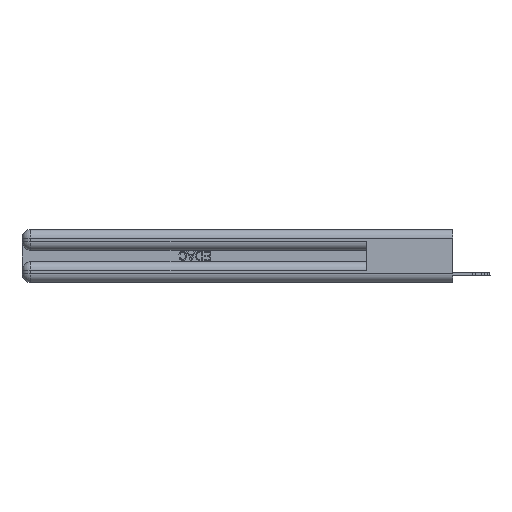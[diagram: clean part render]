
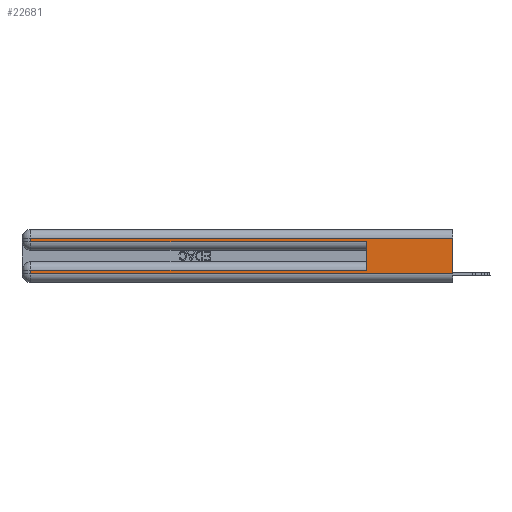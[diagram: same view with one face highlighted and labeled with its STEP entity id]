
A CAD part, left-side view. The second image highlights one B-rep face of the part: STEP entity #22681.
In plain terms, the highlighted planar face has unit normal (-1, 0, 0).
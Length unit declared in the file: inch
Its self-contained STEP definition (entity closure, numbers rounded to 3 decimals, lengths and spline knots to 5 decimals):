
#619 = ORIENTED_EDGE ( 'NONE', *, *, #34950, .T. ) ;
#736 = LINE ( 'NONE', #9069, #746 ) ;
#746 = VECTOR ( 'NONE', #4115, 39.37008 ) ;
#775 = VERTEX_POINT ( 'NONE', #34222 ) ;
#881 = VERTEX_POINT ( 'NONE', #19009 ) ;
#1317 = VECTOR ( 'NONE', #9521, 39.37008 ) ;
#1941 = ORIENTED_EDGE ( 'NONE', *, *, #14396, .T. ) ;
#2482 = DIRECTION ( 'NONE',  ( 0., -1., 0. ) ) ;
#4115 = DIRECTION ( 'NONE',  ( 0., 1., 0. ) ) ;
#5085 = CARTESIAN_POINT ( 'NONE',  ( 0., 2.94, 0.37 ) ) ;
#6261 = LINE ( 'NONE', #14057, #12950 ) ;
#6338 = DIRECTION ( 'NONE',  ( 0., 1., 0. ) ) ;
#6561 = ORIENTED_EDGE ( 'NONE', *, *, #20141, .T. ) ;
#7248 = CARTESIAN_POINT ( 'NONE',  ( 0., 0.6, 0.085 ) ) ;
#8381 = DIRECTION ( 'NONE',  ( 0., 0., -1. ) ) ;
#8731 = VECTOR ( 'NONE', #21379, 39.37008 ) ;
#9069 = CARTESIAN_POINT ( 'NONE',  ( 0., 0., 0.31 ) ) ;
#9104 = EDGE_CURVE ( 'NONE', #27086, #30789, #18711, .T. ) ;
#9521 = DIRECTION ( 'NONE',  ( 0., 0., -1. ) ) ;
#10318 = CARTESIAN_POINT ( 'NONE',  ( 0., 0., 0.06 ) ) ;
#10459 = LINE ( 'NONE', #29223, #15204 ) ;
#11069 = CARTESIAN_POINT ( 'NONE',  ( 0., 2.94, 0.06 ) ) ;
#11889 = EDGE_CURVE ( 'NONE', #26693, #27086, #736, .T. ) ;
#11900 = VERTEX_POINT ( 'NONE', #14576 ) ;
#12138 = ORIENTED_EDGE ( 'NONE', *, *, #11889, .T. ) ;
#12821 = DIRECTION ( 'NONE',  ( 1., 0., 0. ) ) ;
#12950 = VECTOR ( 'NONE', #8381, 39.37008 ) ;
#13351 = DIRECTION ( 'NONE',  ( 0., -1., 0. ) ) ;
#13881 = ORIENTED_EDGE ( 'NONE', *, *, #33344, .F. ) ;
#13978 = ORIENTED_EDGE ( 'NONE', *, *, #19364, .F. ) ;
#14057 = CARTESIAN_POINT ( 'NONE',  ( 0., 2.94, 0.37 ) ) ;
#14396 = EDGE_CURVE ( 'NONE', #11900, #24489, #6261, .T. ) ;
#14576 = CARTESIAN_POINT ( 'NONE',  ( 0., 2.94, 0.085 ) ) ;
#15002 = VECTOR ( 'NONE', #6338, 39.37008 ) ;
#15127 = VECTOR ( 'NONE', #24030, 39.37008 ) ;
#15204 = VECTOR ( 'NONE', #2482, 39.37008 ) ;
#15567 = CARTESIAN_POINT ( 'NONE',  ( 0., 0., 0.37 ) ) ;
#16202 = LINE ( 'NONE', #20995, #15127 ) ;
#18518 = ORIENTED_EDGE ( 'NONE', *, *, #30305, .T. ) ;
#18711 = LINE ( 'NONE', #5085, #8731 ) ;
#19009 = CARTESIAN_POINT ( 'NONE',  ( 0., 0., 0.06 ) ) ;
#19192 = AXIS2_PLACEMENT_3D ( 'NONE', #34039, #12821, #31779 ) ;
#19364 = EDGE_CURVE ( 'NONE', #21829, #775, #16202, .T. ) ;
#20141 = EDGE_CURVE ( 'NONE', #30789, #775, #10459, .T. ) ;
#20995 = CARTESIAN_POINT ( 'NONE',  ( 0., 0.6, 0.145 ) ) ;
#21379 = DIRECTION ( 'NONE',  ( 0., 0., -1. ) ) ;
#21635 = VECTOR ( 'NONE', #13351, 39.37008 ) ;
#21803 = CARTESIAN_POINT ( 'NONE',  ( 0., 2.94, 0.285 ) ) ;
#21829 = VERTEX_POINT ( 'NONE', #7248 ) ;
#22681 = ADVANCED_FACE ( 'NONE', ( #28918 ), #23472, .F. ) ;
#23472 = PLANE ( 'NONE',  #19192 ) ;
#23912 = ORIENTED_EDGE ( 'NONE', *, *, #9104, .T. ) ;
#24030 = DIRECTION ( 'NONE',  ( 0., 0., 1. ) ) ;
#24489 = VERTEX_POINT ( 'NONE', #11069 ) ;
#24958 = CARTESIAN_POINT ( 'NONE',  ( 0., 0., 0.085 ) ) ;
#26693 = VERTEX_POINT ( 'NONE', #29655 ) ;
#27086 = VERTEX_POINT ( 'NONE', #30893 ) ;
#28918 = FACE_OUTER_BOUND ( 'NONE', #30982, .T. ) ;
#29223 = CARTESIAN_POINT ( 'NONE',  ( 0., 0., 0.285 ) ) ;
#29655 = CARTESIAN_POINT ( 'NONE',  ( 0., 0., 0.31 ) ) ;
#30305 = EDGE_CURVE ( 'NONE', #24489, #881, #34572, .T. ) ;
#30789 = VERTEX_POINT ( 'NONE', #21803 ) ;
#30893 = CARTESIAN_POINT ( 'NONE',  ( 0., 2.94, 0.31 ) ) ;
#30982 = EDGE_LOOP ( 'NONE', ( #13881, #12138, #23912, #6561, #13978, #619, #1941, #18518 ) ) ;
#31142 = LINE ( 'NONE', #15567, #1317 ) ;
#31779 = DIRECTION ( 'NONE',  ( 0., 0., -1. ) ) ;
#33344 = EDGE_CURVE ( 'NONE', #26693, #881, #31142, .T. ) ;
#33384 = LINE ( 'NONE', #24958, #15002 ) ;
#34039 = CARTESIAN_POINT ( 'NONE',  ( 0., 0., 0.37 ) ) ;
#34222 = CARTESIAN_POINT ( 'NONE',  ( 0., 0.6, 0.285 ) ) ;
#34572 = LINE ( 'NONE', #10318, #21635 ) ;
#34950 = EDGE_CURVE ( 'NONE', #21829, #11900, #33384, .T. ) ;
